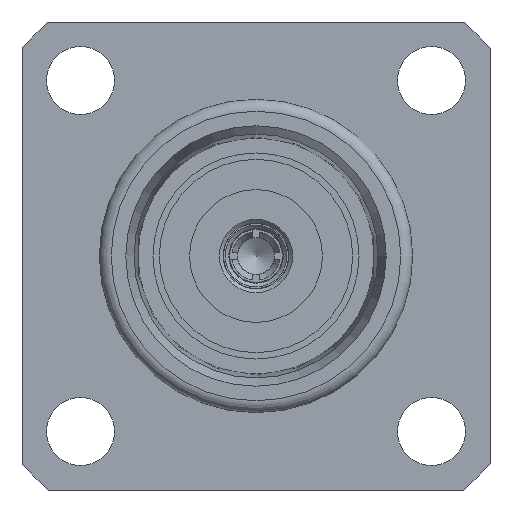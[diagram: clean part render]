
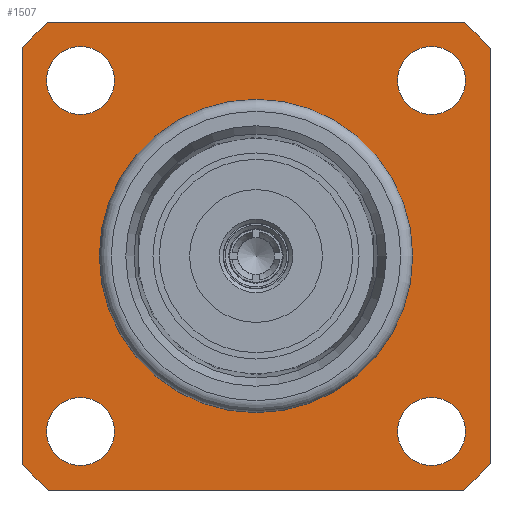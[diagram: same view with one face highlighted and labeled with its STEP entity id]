
A CAD part, left-side view. The second image highlights one B-rep face of the part: STEP entity #1507.
In plain terms, the highlighted planar face has unit normal (-1, 0, 0).
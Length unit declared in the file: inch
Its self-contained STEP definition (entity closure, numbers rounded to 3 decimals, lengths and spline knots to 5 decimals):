
#79=LINE('',#2443,#155);
#82=LINE('',#2451,#158);
#85=LINE('',#2459,#161);
#88=LINE('',#2467,#164);
#155=VECTOR('',#1952,39.37008);
#158=VECTOR('',#1961,39.37008);
#161=VECTOR('',#1970,39.37008);
#164=VECTOR('',#1979,39.37008);
#261=PLANE('',#1699);
#378=ORIENTED_EDGE('',*,*,#730,.T.);
#379=ORIENTED_EDGE('',*,*,#731,.T.);
#380=ORIENTED_EDGE('',*,*,#732,.T.);
#381=ORIENTED_EDGE('',*,*,#733,.T.);
#382=ORIENTED_EDGE('',*,*,#688,.T.);
#383=ORIENTED_EDGE('',*,*,#715,.F.);
#384=ORIENTED_EDGE('',*,*,#729,.F.);
#385=ORIENTED_EDGE('',*,*,#727,.F.);
#386=ORIENTED_EDGE('',*,*,#725,.F.);
#387=ORIENTED_EDGE('',*,*,#723,.F.);
#388=ORIENTED_EDGE('',*,*,#721,.F.);
#389=ORIENTED_EDGE('',*,*,#719,.F.);
#390=ORIENTED_EDGE('',*,*,#717,.F.);
#688=EDGE_CURVE('',#879,#879,#1027,.T.);
#715=EDGE_CURVE('',#905,#906,#1049,.T.);
#717=EDGE_CURVE('',#906,#907,#79,.T.);
#719=EDGE_CURVE('',#907,#908,#1050,.T.);
#721=EDGE_CURVE('',#908,#909,#82,.T.);
#723=EDGE_CURVE('',#909,#910,#1051,.T.);
#725=EDGE_CURVE('',#910,#911,#85,.T.);
#727=EDGE_CURVE('',#911,#912,#1052,.T.);
#729=EDGE_CURVE('',#912,#905,#88,.T.);
#730=EDGE_CURVE('',#913,#913,#1053,.T.);
#731=EDGE_CURVE('',#914,#914,#1054,.T.);
#732=EDGE_CURVE('',#915,#915,#1055,.T.);
#733=EDGE_CURVE('',#916,#916,#1056,.T.);
#879=VERTEX_POINT('',#2371);
#905=VERTEX_POINT('',#2438);
#906=VERTEX_POINT('',#2440);
#907=VERTEX_POINT('',#2444);
#908=VERTEX_POINT('',#2448);
#909=VERTEX_POINT('',#2452);
#910=VERTEX_POINT('',#2456);
#911=VERTEX_POINT('',#2460);
#912=VERTEX_POINT('',#2464);
#913=VERTEX_POINT('',#2470);
#914=VERTEX_POINT('',#2472);
#915=VERTEX_POINT('',#2474);
#916=VERTEX_POINT('',#2476);
#1027=CIRCLE('',#1651,0.41513);
#1049=CIRCLE('',#1688,0.829);
#1050=CIRCLE('',#1691,0.829);
#1051=CIRCLE('',#1694,0.829);
#1052=CIRCLE('',#1697,0.829);
#1053=CIRCLE('',#1700,0.09);
#1054=CIRCLE('',#1701,0.09);
#1055=CIRCLE('',#1702,0.09);
#1056=CIRCLE('',#1703,0.09);
#1167=EDGE_LOOP('',(#378));
#1168=EDGE_LOOP('',(#379));
#1169=EDGE_LOOP('',(#380));
#1170=EDGE_LOOP('',(#381));
#1171=EDGE_LOOP('',(#382));
#1172=EDGE_LOOP('',(#383,#384,#385,#386,#387,#388,#389,#390));
#1335=FACE_BOUND('',#1167,.T.);
#1336=FACE_BOUND('',#1168,.T.);
#1337=FACE_BOUND('',#1169,.T.);
#1338=FACE_BOUND('',#1170,.T.);
#1339=FACE_BOUND('',#1171,.T.);
#1340=FACE_BOUND('',#1172,.T.);
#1507=ADVANCED_FACE('',(#1335,#1336,#1337,#1338,#1339,#1340),#261,.F.);
#1651=AXIS2_PLACEMENT_3D('',#2370,#1868,#1869);
#1688=AXIS2_PLACEMENT_3D('',#2439,#1947,#1948);
#1691=AXIS2_PLACEMENT_3D('',#2447,#1956,#1957);
#1694=AXIS2_PLACEMENT_3D('',#2455,#1965,#1966);
#1697=AXIS2_PLACEMENT_3D('',#2463,#1974,#1975);
#1699=AXIS2_PLACEMENT_3D('',#2468,#1980,#1981);
#1700=AXIS2_PLACEMENT_3D('',#2469,#1982,#1983);
#1701=AXIS2_PLACEMENT_3D('',#2471,#1984,#1985);
#1702=AXIS2_PLACEMENT_3D('',#2473,#1986,#1987);
#1703=AXIS2_PLACEMENT_3D('',#2475,#1988,#1989);
#1868=DIRECTION('',(1.,0.,0.));
#1869=DIRECTION('',(0.,0.,-1.));
#1947=DIRECTION('',(1.,0.,0.));
#1948=DIRECTION('',(0.,1.,0.));
#1952=DIRECTION('',(0.,1.,0.));
#1956=DIRECTION('',(1.,0.,0.));
#1957=DIRECTION('',(0.,1.,0.));
#1961=DIRECTION('',(0.,0.,1.));
#1965=DIRECTION('',(1.,0.,0.));
#1966=DIRECTION('',(0.,1.,0.));
#1970=DIRECTION('',(0.,-1.,0.));
#1974=DIRECTION('',(1.,0.,0.));
#1975=DIRECTION('',(0.,1.,0.));
#1979=DIRECTION('',(0.,0.,-1.));
#1980=DIRECTION('',(1.,0.,0.));
#1981=DIRECTION('',(0.,0.,-1.));
#1982=DIRECTION('',(1.,0.,0.));
#1983=DIRECTION('',(0.,0.,-1.));
#1984=DIRECTION('',(1.,0.,0.));
#1985=DIRECTION('',(0.,0.,-1.));
#1986=DIRECTION('',(1.,0.,0.));
#1987=DIRECTION('',(0.,0.,-1.));
#1988=DIRECTION('',(1.,0.,0.));
#1989=DIRECTION('',(0.,0.,-1.));
#2370=CARTESIAN_POINT('',(1.06199,0.,0.));
#2371=CARTESIAN_POINT('',(1.06199,0.,-0.41513));
#2438=CARTESIAN_POINT('',(1.06199,-0.62,-0.55031));
#2439=CARTESIAN_POINT('',(1.06199,0.,0.));
#2440=CARTESIAN_POINT('',(1.06199,-0.55031,-0.62));
#2443=CARTESIAN_POINT('',(1.06199,-0.55031,-0.62));
#2444=CARTESIAN_POINT('',(1.06199,0.55031,-0.62));
#2447=CARTESIAN_POINT('',(1.06199,0.,0.));
#2448=CARTESIAN_POINT('',(1.06199,0.62,-0.55031));
#2451=CARTESIAN_POINT('',(1.06199,0.62,-0.55031));
#2452=CARTESIAN_POINT('',(1.06199,0.62,0.55031));
#2455=CARTESIAN_POINT('',(1.06199,0.,0.));
#2456=CARTESIAN_POINT('',(1.06199,0.55031,0.62));
#2459=CARTESIAN_POINT('',(1.06199,0.55031,0.62));
#2460=CARTESIAN_POINT('',(1.06199,-0.55031,0.62));
#2463=CARTESIAN_POINT('',(1.06199,0.,0.));
#2464=CARTESIAN_POINT('',(1.06199,-0.62,0.55031));
#2467=CARTESIAN_POINT('',(1.06199,-0.62,0.55031));
#2468=CARTESIAN_POINT('',(1.06199,0.,0.));
#2469=CARTESIAN_POINT('',(1.06199,-0.465,-0.465));
#2470=CARTESIAN_POINT('',(1.06199,-0.465,-0.555));
#2471=CARTESIAN_POINT('',(1.06199,0.465,-0.465));
#2472=CARTESIAN_POINT('',(1.06199,0.465,-0.555));
#2473=CARTESIAN_POINT('',(1.06199,0.465,0.465));
#2474=CARTESIAN_POINT('',(1.06199,0.465,0.375));
#2475=CARTESIAN_POINT('',(1.06199,-0.465,0.465));
#2476=CARTESIAN_POINT('',(1.06199,-0.465,0.375));
